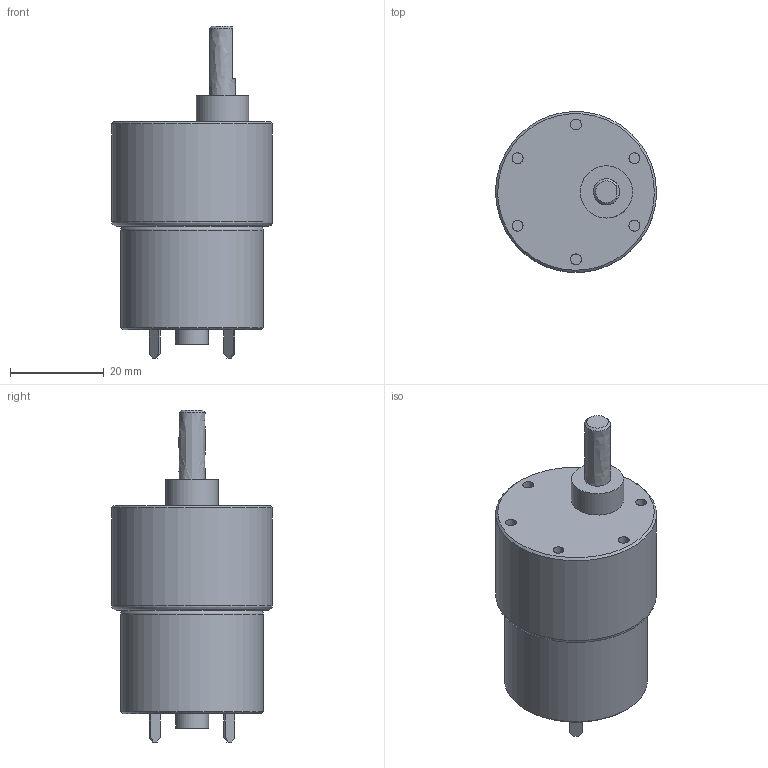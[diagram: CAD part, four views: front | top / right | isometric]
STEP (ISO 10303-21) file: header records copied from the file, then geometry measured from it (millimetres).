
FILE_DESCRIPTION(('FreeCAD Model'),'2;1');
FILE_NAME('Open CASCADE Shape Model','2025-05-02T16:02:50',('FreeCAD'),( 'FreeCAD'),'Open CASCADE STEP processor 7.6','FreeCAD','Unknown');
FILE_SCHEMA(('AUTOMOTIVE_DESIGN { 1 0 10303 214 1 1 1 1 }'));
Length unit declared in the file: millimetre
Products named in the file (1): Open CASCADE STEP translator 7.6 1
Bounding box: 34.4 x 34.32 x 70.94 mm (x, y, z)
Volume: 38102.8 mm3; surface area: 7176.3 mm2
Topology: 1 solids, 1 shells, 44 faces, 86 edges, 56 vertices
Faces by surface type: bspline 44
Entity records: 1300 total; most frequent: CARTESIAN_POINT 730, ORIENTED_EDGE 172, EDGE_CURVE 86, FACE_BOUND 56, EDGE_LOOP 56, VERTEX_POINT 56, B_SPLINE_CURVE_WITH_KNOTS 55, ADVANCED_FACE 44
